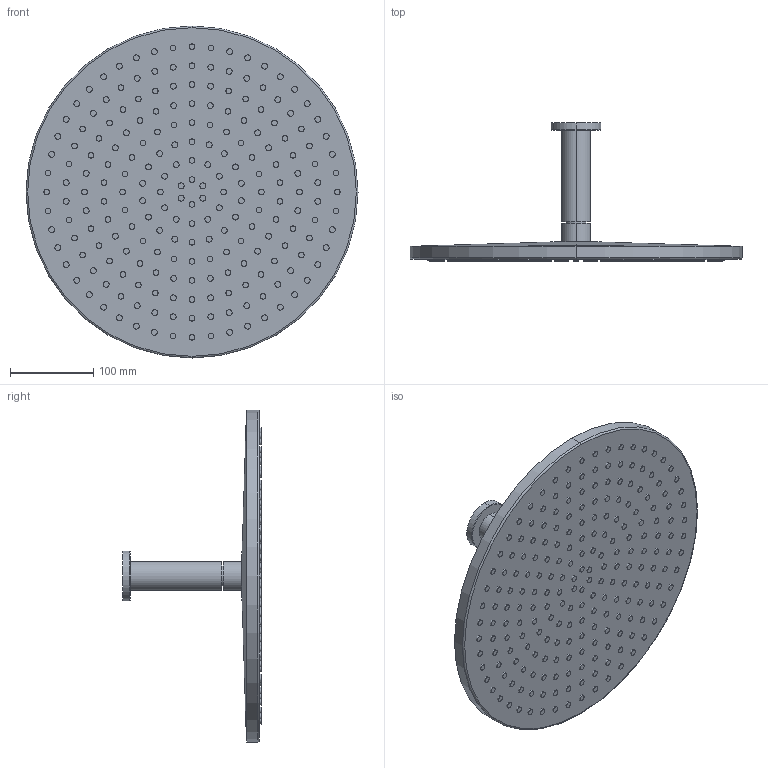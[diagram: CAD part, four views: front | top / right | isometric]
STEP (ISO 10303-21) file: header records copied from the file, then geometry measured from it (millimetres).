
FILE_DESCRIPTION (( 'STEP AP203' ), '1' );
FILE_NAME ('28699970-00.STEP', '2018-07-03T14:51:34', ( '' ), ( '' ), 'SwSTEP 2.0', 'SolidWorks 2017', '' );
FILE_SCHEMA (( 'CONFIG_CONTROL_DESIGN' ));
Length unit declared in the file: millimetre
Products named in the file (6): Planungsmodell_Deckel-+-09.11.01.113.90-01_K1; 28699970-00; Planungsmodell_Rohr_gerade-+-28.568.780-10_ _K257_60x9; Planungsmodell_Rohr_gerade-+-28.568.780-10_ _K255_400x15,50; Planungsmodell_Rohr-+-09.20.88.002.94-01_ _K22_35x32_25x2_35_110; Planungsmodell_Einsatz-+-09.12.01.079.90-01
Assembly tree (5 placements, depth 2):
  28699970-00
    Planungsmodell_Rohr_gerade-+-28.568.780-10_ _K257_60x9
    Planungsmodell_Rohr_gerade-+-28.568.780-10_ _K255_400x15,50
    Planungsmodell_Rohr-+-09.20.88.002.94-01_ _K22_35x32_25x2_35_110
    Planungsmodell_Einsatz-+-09.12.01.079.90-01
    Planungsmodell_Deckel-+-09.11.01.113.90-01_K1
Bounding box: 400 x 166.5 x 400 mm (x, y, z)
Volume: 2998569.3 mm3; surface area: 783747.9 mm2
Topology: 5 solids, 5 shells, 690 faces, 1382 edges, 920 vertices
Faces by surface type: cylinder 444, plane 228, torus 12, cone 6
Entity records: 19058 total; most frequent: DIRECTION 3710, CARTESIAN_POINT 3000, ORIENTED_EDGE 2764, AXIS2_PLACEMENT_3D 1630, EDGE_CURVE 1382, CIRCLE 932, VERTEX_POINT 920, EDGE_LOOP 908
